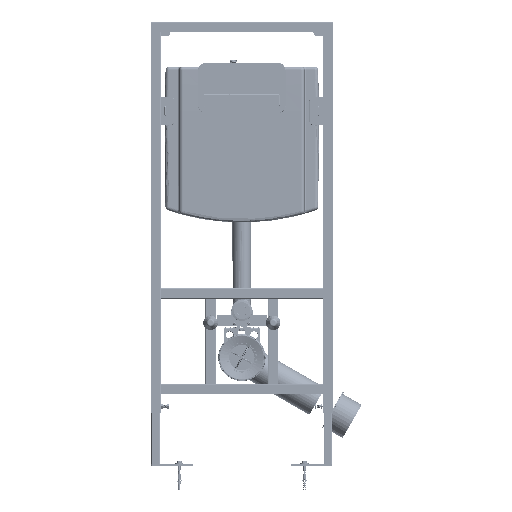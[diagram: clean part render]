
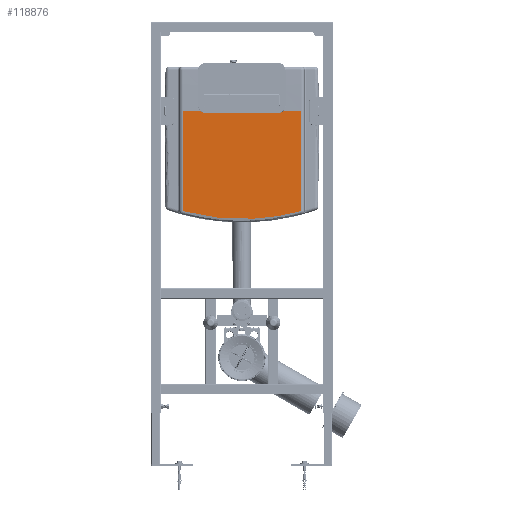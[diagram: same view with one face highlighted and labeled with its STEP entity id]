
A CAD part, top view. The second image highlights one B-rep face of the part: STEP entity #118876.
In plain terms, the highlighted cylindrical face has radius 31245.7 mm (diameter 62491.4 mm), a partial arc.
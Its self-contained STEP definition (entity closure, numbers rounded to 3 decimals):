
#115157=CARTESIAN_POINT('',(-170.,21.533,
4.316));
#115158=CARTESIAN_POINT('',(-154.161,17.239,
4.277));
#115159=CARTESIAN_POINT('',(-122.262,9.876,
4.207));
#115160=CARTESIAN_POINT('',(-73.618,2.46,
4.135));
#115161=CARTESIAN_POINT('',(-24.586,-1.254,
4.098));
#115162=CARTESIAN_POINT('',(24.586,-1.254,
4.098));
#115163=CARTESIAN_POINT('',(73.618,2.46,
4.135));
#115164=CARTESIAN_POINT('',(122.262,9.876,
4.207));
#115165=CARTESIAN_POINT('',(154.161,17.239,
4.277));
#115166=CARTESIAN_POINT('',(170.,21.533,
4.316));
#115168=CARTESIAN_POINT('',(-170.,309.,-31240.06));
#115169=DIRECTION('',(1.,0.,0.));
#115170=DIRECTION('',(0.,0.,1.));
#115171=AXIS2_PLACEMENT_3D('',#115168,#115169,#115170);
#115173=DIRECTION('',(1.,0.,0.));
#115174=VECTOR('',#115173,205.);
#115175=CARTESIAN_POINT('',(-102.5,309.,5.639));
#115176=LINE('',#115175,#115174);
#115177=CARTESIAN_POINT('',(170.,309.,-31240.06));
#115178=DIRECTION('',(-1.,0.,0.));
#115179=DIRECTION('',(0.,-0.009,1.));
#115180=AXIS2_PLACEMENT_3D('',#115177,#115178,#115179);
#116301=DIRECTION('',(-1.,0.,0.));
#116302=VECTOR('',#116301,67.5);
#116303=CARTESIAN_POINT('',(170.,309.,5.639));
#116304=LINE('',#116303,#116302);
#116372=DIRECTION('',(-1.,0.,0.));
#116373=VECTOR('',#116372,67.5);
#116374=CARTESIAN_POINT('',(-102.5,309.,5.639));
#116375=LINE('',#116374,#116373);
#117841=CARTESIAN_POINT('',(170.,309.,5.639));
#117843=VERTEX_POINT('',#117841);
#117845=CARTESIAN_POINT('',(-170.,309.,5.639));
#117847=VERTEX_POINT('',#117845);
#117869=CARTESIAN_POINT('',(170.,21.533,4.316));
#117870=VERTEX_POINT('',#117869);
#117871=VERTEX_POINT('',#115157);
#118169=CARTESIAN_POINT('',(-102.5,309.,5.639));
#118170=CARTESIAN_POINT('',(102.5,309.,5.639));
#118171=VERTEX_POINT('',#118169);
#118172=VERTEX_POINT('',#118170);
#118858=CARTESIAN_POINT('',(-219.,309.,-31240.06));
#118859=DIRECTION('',(1.,0.,0.));
#118860=DIRECTION('',(0.,0.,-1.));
#118861=AXIS2_PLACEMENT_3D('',#118858,#118859,#118860);
#118862=CYLINDRICAL_SURFACE('',#118861,31245.698);
#118864=ORIENTED_EDGE('',*,*,#118863,.F.);
#118866=ORIENTED_EDGE('',*,*,#118865,.F.);
#118868=ORIENTED_EDGE('',*,*,#118867,.F.);
#118870=ORIENTED_EDGE('',*,*,#118869,.T.);
#118872=ORIENTED_EDGE('',*,*,#118871,.F.);
#118873=ORIENTED_EDGE('',*,*,#118843,.F.);
#118874=EDGE_LOOP('',(#118864,#118866,#118868,#118870,#118872,#118873));
#118875=FACE_OUTER_BOUND('',#118874,.F.);
#118876=ADVANCED_FACE('',(#118875),#118862,.T.);
#115167=B_SPLINE_CURVE_WITH_KNOTS('',3,(#115157,#115158,#115159,#115160,#115161,
#115162,#115163,#115164,#115165,#115166),.UNSPECIFIED.,.F.,.F.,(4,1,1,1,1,1,1,
4),(0.,0.143,0.286,0.429,
0.571,0.714,0.857,1.),.UNSPECIFIED.);
#115172=CIRCLE('',#115171,31245.698);
#115181=CIRCLE('',#115180,31245.698);
#118843=EDGE_CURVE('',#117870,#117843,#115181,.T.);
#118863=EDGE_CURVE('',#117871,#117870,#115167,.T.);
#118865=EDGE_CURVE('',#117847,#117871,#115172,.T.);
#118867=EDGE_CURVE('',#118171,#117847,#116375,.T.);
#118869=EDGE_CURVE('',#118171,#118172,#115176,.T.);
#118871=EDGE_CURVE('',#117843,#118172,#116304,.T.);
